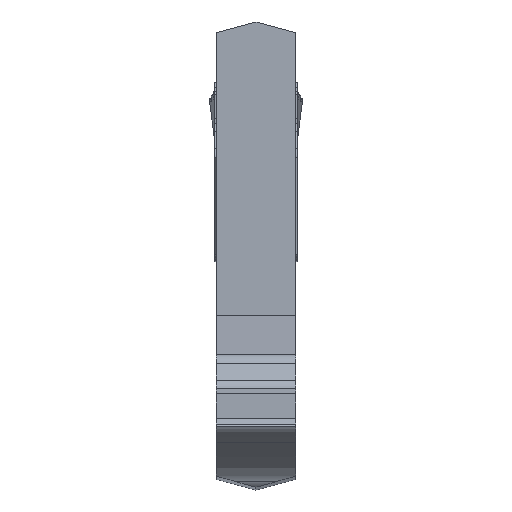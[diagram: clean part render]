
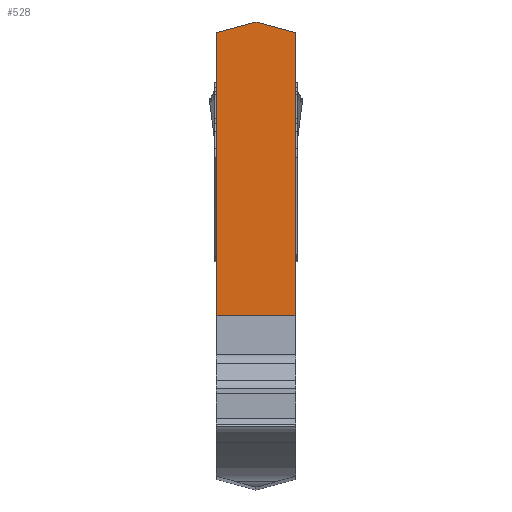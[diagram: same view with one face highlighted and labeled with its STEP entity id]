
A CAD part, top view. The second image highlights one B-rep face of the part: STEP entity #528.
In plain terms, the highlighted planar face has unit normal (0, 0, 1).
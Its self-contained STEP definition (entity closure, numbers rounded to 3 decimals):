
#528=ADVANCED_FACE('',(#691),#599,.T.);
#599=PLANE('',#2861);
#691=FACE_OUTER_BOUND('',#798,.T.);
#798=EDGE_LOOP('',(#1217,#1218,#1219,#1220,#1221));
#1217=ORIENTED_EDGE('',*,*,#1764,.F.);
#1218=ORIENTED_EDGE('',*,*,#1816,.F.);
#1219=ORIENTED_EDGE('',*,*,#1813,.T.);
#1220=ORIENTED_EDGE('',*,*,#1819,.F.);
#1221=ORIENTED_EDGE('',*,*,#1820,.T.);
#1519=VERTEX_POINT('',#4523);
#1520=VERTEX_POINT('',#4525);
#1564=VERTEX_POINT('',#4624);
#1565=VERTEX_POINT('',#4626);
#1567=VERTEX_POINT('',#4638);
#1764=EDGE_CURVE('',#1519,#1520,#2255,.T.);
#1813=EDGE_CURVE('',#1565,#1564,#2283,.T.);
#1816=EDGE_CURVE('',#1565,#1519,#2286,.T.);
#1819=EDGE_CURVE('',#1567,#1564,#2288,.T.);
#1820=EDGE_CURVE('',#1567,#1520,#2289,.T.);
#2255=LINE('',#4524,#2472);
#2283=LINE('',#4625,#2500);
#2286=LINE('',#4631,#2503);
#2288=LINE('',#4637,#2505);
#2289=LINE('',#4639,#2506);
#2472=VECTOR('',#3228,1.);
#2500=VECTOR('',#3304,1.);
#2503=VECTOR('',#3309,1.);
#2505=VECTOR('',#3319,1.);
#2506=VECTOR('',#3320,1.);
#2861=AXIS2_PLACEMENT_3D('',#4640,#3321,#3322);
#3228=DIRECTION('',(0.966,-0.259,0.));
#3304=DIRECTION('',(0.,-1.,0.));
#3309=DIRECTION('',(0.966,0.259,0.));
#3319=DIRECTION('',(-1.,0.,0.));
#3320=DIRECTION('',(0.,1.,0.));
#3321=DIRECTION('',(0.,0.,1.));
#3322=DIRECTION('',(0.,-1.,0.));
#4523=CARTESIAN_POINT('',(-2.125,25.63,0.));
#4524=CARTESIAN_POINT('',(-2.125,25.63,0.));
#4525=CARTESIAN_POINT('',(0.,25.061,0.));
#4624=CARTESIAN_POINT('',(-4.25,9.9,0.));
#4625=CARTESIAN_POINT('',(-4.25,25.061,0.));
#4626=CARTESIAN_POINT('',(-4.25,25.061,0.));
#4631=CARTESIAN_POINT('',(-4.25,25.061,0.));
#4637=CARTESIAN_POINT('',(0.,9.9,0.));
#4638=CARTESIAN_POINT('',(0.,9.9,0.));
#4639=CARTESIAN_POINT('',(0.,9.9,0.));
#4640=CARTESIAN_POINT('',(-2.125,17.765,0.));
